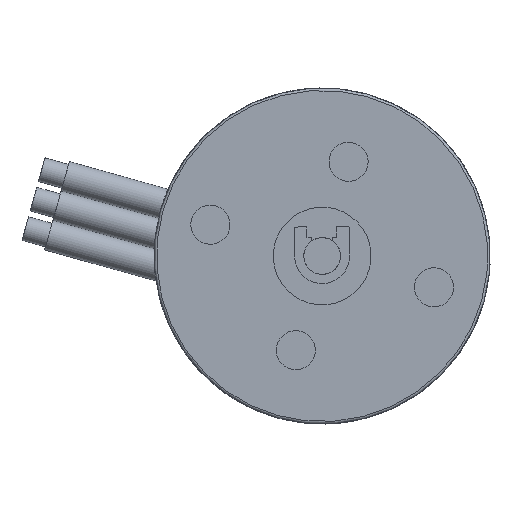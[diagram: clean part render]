
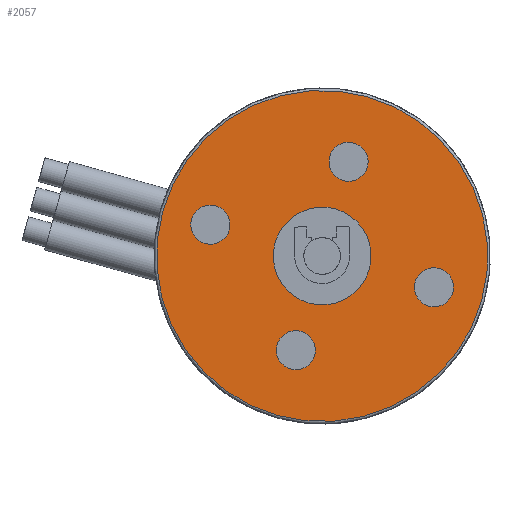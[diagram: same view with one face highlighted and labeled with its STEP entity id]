
A CAD part, front view. The second image highlights one B-rep face of the part: STEP entity #2057.
In plain terms, the highlighted planar face has unit normal (0, -1, 0).
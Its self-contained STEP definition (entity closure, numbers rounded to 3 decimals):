
#319=PLANE('',#2206);
#389=FACE_BOUND('',#610,.T.);
#390=FACE_BOUND('',#611,.T.);
#391=FACE_BOUND('',#612,.T.);
#392=FACE_BOUND('',#613,.T.);
#393=FACE_BOUND('',#614,.T.);
#476=FACE_OUTER_BOUND('',#609,.T.);
#609=EDGE_LOOP('',(#1433));
#610=EDGE_LOOP('',(#1434));
#611=EDGE_LOOP('',(#1435));
#612=EDGE_LOOP('',(#1436));
#613=EDGE_LOOP('',(#1437));
#614=EDGE_LOOP('',(#1438));
#807=CIRCLE('',#2205,13.55);
#808=CIRCLE('',#2207,4.);
#809=CIRCLE('',#2208,1.6);
#810=CIRCLE('',#2209,1.6);
#811=CIRCLE('',#2210,1.6);
#812=CIRCLE('',#2211,1.6);
#946=VERTEX_POINT('',#3259);
#947=VERTEX_POINT('',#3262);
#948=VERTEX_POINT('',#3264);
#949=VERTEX_POINT('',#3266);
#950=VERTEX_POINT('',#3268);
#951=VERTEX_POINT('',#3270);
#1154=EDGE_CURVE('',#946,#946,#807,.T.);
#1155=EDGE_CURVE('',#947,#947,#808,.T.);
#1156=EDGE_CURVE('',#948,#948,#809,.T.);
#1157=EDGE_CURVE('',#949,#949,#810,.T.);
#1158=EDGE_CURVE('',#950,#950,#811,.T.);
#1159=EDGE_CURVE('',#951,#951,#812,.T.);
#1433=ORIENTED_EDGE('',*,*,#1154,.F.);
#1434=ORIENTED_EDGE('',*,*,#1155,.T.);
#1435=ORIENTED_EDGE('',*,*,#1156,.F.);
#1436=ORIENTED_EDGE('',*,*,#1157,.F.);
#1437=ORIENTED_EDGE('',*,*,#1158,.F.);
#1438=ORIENTED_EDGE('',*,*,#1159,.F.);
#2057=ADVANCED_FACE('',(#476,#389,#390,#391,#392,#393),#319,.F.);
#2205=AXIS2_PLACEMENT_3D('',#3260,#2513,#2514);
#2206=AXIS2_PLACEMENT_3D('',#3261,#2515,#2516);
#2207=AXIS2_PLACEMENT_3D('',#3263,#2517,#2518);
#2208=AXIS2_PLACEMENT_3D('',#3265,#2519,#2520);
#2209=AXIS2_PLACEMENT_3D('',#3267,#2521,#2522);
#2210=AXIS2_PLACEMENT_3D('',#3269,#2523,#2524);
#2211=AXIS2_PLACEMENT_3D('',#3271,#2525,#2526);
#2513=DIRECTION('center_axis',(0.,1.,0.));
#2514=DIRECTION('ref_axis',(0.,0.,1.));
#2515=DIRECTION('center_axis',(0.,1.,0.));
#2516=DIRECTION('ref_axis',(0.,0.,1.));
#2517=DIRECTION('center_axis',(0.,1.,0.));
#2518=DIRECTION('ref_axis',(0.,0.,1.));
#2519=DIRECTION('center_axis',(0.,-1.,0.));
#2520=DIRECTION('ref_axis',(0.,0.,-1.));
#2521=DIRECTION('center_axis',(0.,-1.,0.));
#2522=DIRECTION('ref_axis',(0.,0.,-1.));
#2523=DIRECTION('center_axis',(0.,-1.,0.));
#2524=DIRECTION('ref_axis',(0.,0.,-1.));
#2525=DIRECTION('center_axis',(0.,-1.,0.));
#2526=DIRECTION('ref_axis',(0.,0.,-1.));
#3259=CARTESIAN_POINT('',(0.,0.,13.55));
#3260=CARTESIAN_POINT('Origin',(0.,0.,0.));
#3261=CARTESIAN_POINT('Origin',(-6.875,0.,0.));
#3262=CARTESIAN_POINT('',(0.,0.,4.));
#3263=CARTESIAN_POINT('Origin',(0.,0.,0.));
#3264=CARTESIAN_POINT('',(0.,0.,-11.1));
#3265=CARTESIAN_POINT('Origin',(0.,0.,-9.5));
#3266=CARTESIAN_POINT('',(0.,0.,7.9));
#3267=CARTESIAN_POINT('Origin',(0.,0.,9.5));
#3268=CARTESIAN_POINT('',(8.,0.,-1.6));
#3269=CARTESIAN_POINT('Origin',(8.,0.,0.));
#3270=CARTESIAN_POINT('',(-8.,0.,-1.6));
#3271=CARTESIAN_POINT('Origin',(-8.,0.,0.));
